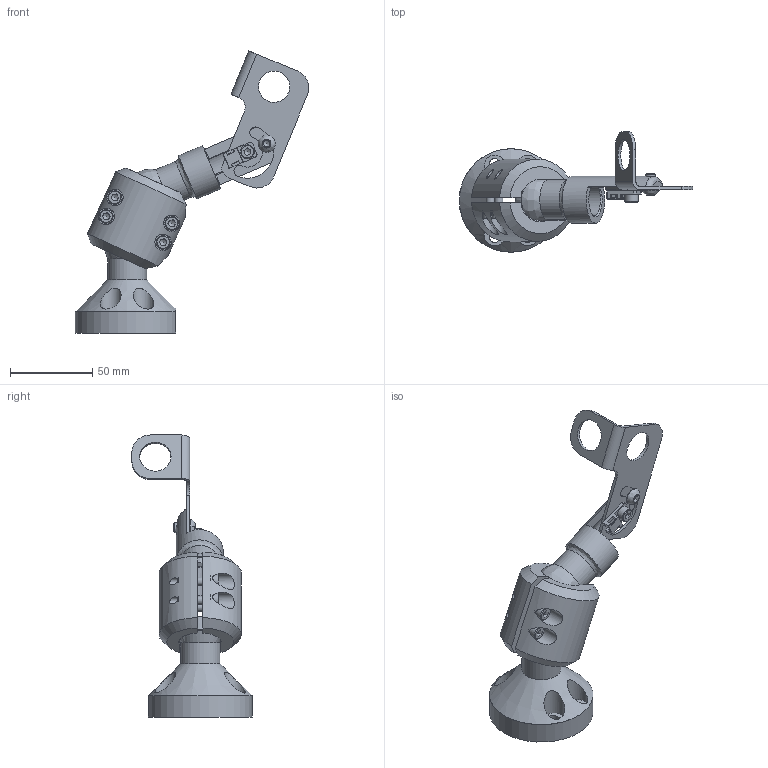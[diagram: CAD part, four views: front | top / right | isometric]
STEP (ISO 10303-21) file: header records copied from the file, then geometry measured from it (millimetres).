
FILE_DESCRIPTION (( 'STEP AP214' ), '1' );
FILE_NAME ('SLM-SBKIT-18.STEP', '2023-12-13T19:59:21', ( '' ), ( '' ), 'SwSTEP 2.0', 'SolidWorks 2023', '' );
FILE_SCHEMA (( 'AUTOMOTIVE_DESIGN' ));
Length unit declared in the file: inch
Products named in the file (1): SLM-SBKIT-18
Bounding box: 142.34 x 73.18 x 171.81 mm (x, y, z)
Volume: 136555.6 mm3; surface area: 53930.3 mm2
Topology: 12 solids, 12 shells, 311 faces, 780 edges, 492 vertices
Faces by surface type: plane 160, cylinder 93, bspline 30, cone 28
Full cylindrical faces by diameter (mm): 4.2 x5, 5 x6, 5.08 x1, 5.8 x4, 6 x1, 7.144 x1, 8.5 x5, 10 x4, 10.5 x1, 12.7 x4, 19.05 x3, 20.638 x1, 23.812 x2, 28.499 x1
Entity records: 12477 total; most frequent: CARTESIAN_POINT 5503, DIRECTION 1371, ORIENTED_EDGE 1318, EDGE_CURVE 659, AXIS2_PLACEMENT_3D 507, VERTEX_POINT 449, EDGE_LOOP 436, FACE_OUTER_BOUND 361
